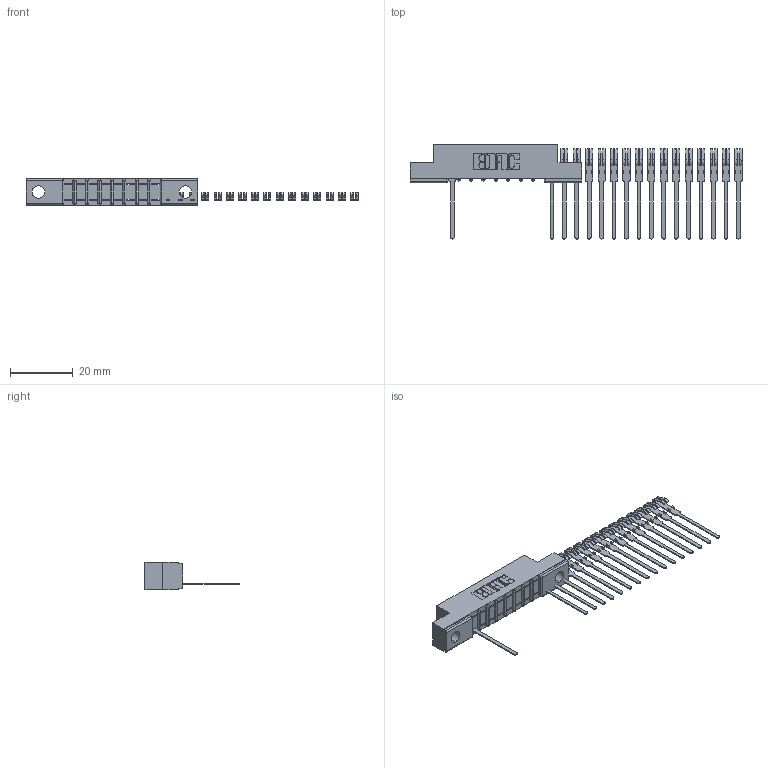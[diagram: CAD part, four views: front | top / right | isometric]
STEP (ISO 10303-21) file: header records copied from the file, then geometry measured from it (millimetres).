
FILE_DESCRIPTION (( 'STEP AP203' ), '1' );
FILE_NAME ('357-024-545-102.STEP', '2018-08-09T00:11:48', ( '' ), ( '' ), 'SwSTEP 2.0', 'SolidWorks 2016', '' );
FILE_SCHEMA (( 'CONFIG_CONTROL_DESIGN' ));
Length unit declared in the file: inch
Products named in the file (3): 307 Part_.128 Dia Mounting Holes; 307-290-001_545; 357-024-545-102
Assembly tree (18 placements, depth 2):
  357-024-545-102
    307 Part_.128 Dia Mounting Holes
    307-290-001_545  x17
Bounding box: 105.75 x 30 x 8.71 mm (x, y, z)
Volume: 3601.1 mm3; surface area: 6100.3 mm2
Topology: 18 solids, 18 shells, 899 faces, 2501 edges, 1618 vertices
Faces by surface type: plane 591, cylinder 290, sphere 18
Entity records: 11308 total; most frequent: CARTESIAN_POINT 1853, DIRECTION 1831, ORIENTED_EDGE 1830, EDGE_CURVE 915, VECTOR 687, LINE 687, VERTEX_POINT 594, AXIS2_PLACEMENT_3D 572
